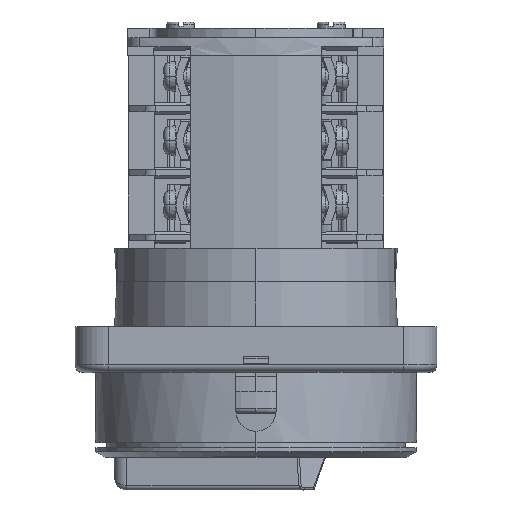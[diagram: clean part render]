
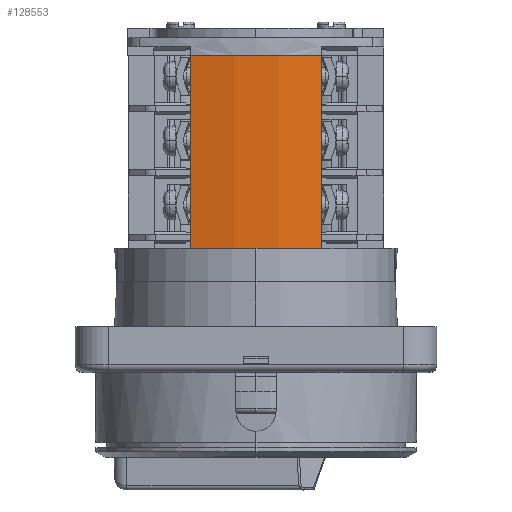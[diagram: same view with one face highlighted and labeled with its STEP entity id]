
A CAD part, top view. The second image highlights one B-rep face of the part: STEP entity #128553.
In plain terms, the highlighted cylindrical face has radius 54 mm (diameter 108 mm), a partial arc.
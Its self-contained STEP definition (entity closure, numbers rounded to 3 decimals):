
#90507=DIRECTION('',(0.,1.,0.));
#90508=VECTOR('',#90507,38.4);
#90509=CARTESIAN_POINT('',(-19.774,-3.643,
35.337));
#90510=LINE('',#90509,#90508);
#90514=CARTESIAN_POINT('',(-6.809,34.757,
-17.083));
#90515=DIRECTION('',(0.,1.,0.));
#90516=DIRECTION('',(-0.24,0.,0.971));
#90517=AXIS2_PLACEMENT_3D('',#90514,#90515,#90516);
#90522=DIRECTION('',(0.,-1.,0.));
#90523=VECTOR('',#90522,38.4);
#90524=CARTESIAN_POINT('',(6.226,34.757,35.32));
#90525=LINE('',#90524,#90523);
#90529=CARTESIAN_POINT('',(-6.809,-3.643,
-17.083));
#90530=DIRECTION('',(0.,-1.,0.));
#90531=DIRECTION('',(0.241,0.,0.97));
#90532=AXIS2_PLACEMENT_3D('',#90529,#90530,#90531);
#111121=CARTESIAN_POINT('',(-19.774,-3.643,
35.337));
#111122=VERTEX_POINT('',#111121);
#111149=CARTESIAN_POINT('',(6.226,-3.643,
35.32));
#111151=VERTEX_POINT('',#111149);
#115058=CARTESIAN_POINT('',(-19.774,34.757,
35.337));
#115059=VERTEX_POINT('',#115058);
#115582=CARTESIAN_POINT('',(6.226,34.757,
35.32));
#115583=VERTEX_POINT('',#115582);
#128541=CARTESIAN_POINT('',(-6.809,-3.643,
-17.083));
#128542=DIRECTION('',(0.,1.,0.));
#128543=DIRECTION('',(0.,0.,1.));
#128544=AXIS2_PLACEMENT_3D('',#128541,#128542,#128543);
#128545=CYLINDRICAL_SURFACE('',#128544,54.);
#128546=ORIENTED_EDGE('',*,*,#117538,.T.);
#128548=ORIENTED_EDGE('',*,*,#128547,.T.);
#128549=ORIENTED_EDGE('',*,*,#128486,.T.);
#128550=ORIENTED_EDGE('',*,*,#123855,.T.);
#128551=EDGE_LOOP('',(#128546,#128548,#128549,#128550));
#128552=FACE_OUTER_BOUND('',#128551,.F.);
#90518=CIRCLE('',#90517,54.);
#90533=CIRCLE('',#90532,54.);
#117538=EDGE_CURVE('',#111122,#115059,#90510,.T.);
#123855=EDGE_CURVE('',#111151,#111122,#90533,.T.);
#128486=EDGE_CURVE('',#115583,#111151,#90525,.T.);
#128547=EDGE_CURVE('',#115059,#115583,#90518,.T.);
#128553=ADVANCED_FACE('',(#128552),#128545,.T.);
